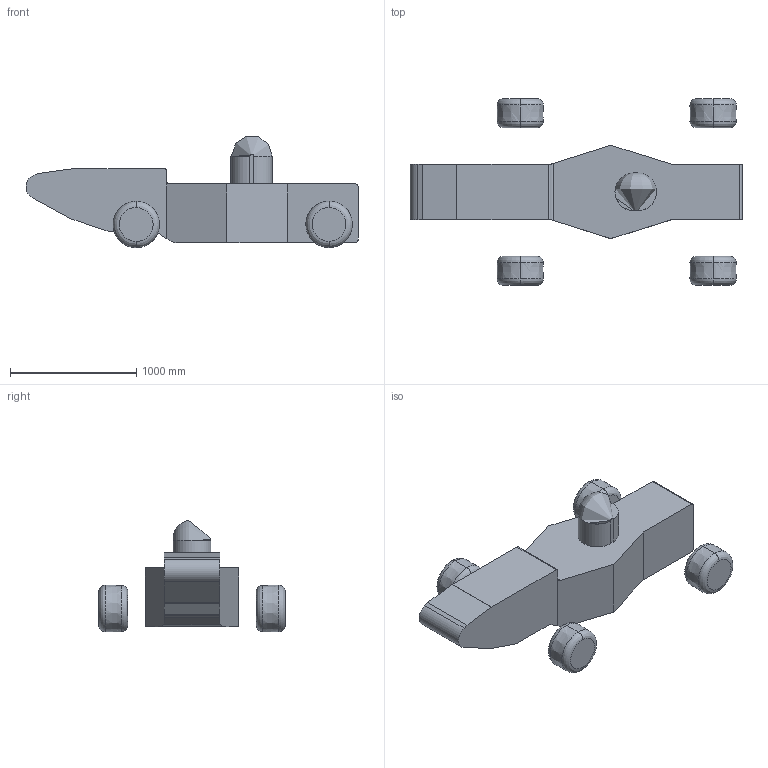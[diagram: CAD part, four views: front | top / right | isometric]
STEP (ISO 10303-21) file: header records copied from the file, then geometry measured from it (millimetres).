
FILE_DESCRIPTION(('CATIA V5 STEP Exchange'),'2;1');
FILE_NAME('SimpleChassisV3.stp','2022-04-22T13:33:03+00:00',('none'),('none'),'CATIA Version 5 Release 21 GA (IN-10)','CATIA V5 STEP AP203','none');
FILE_SCHEMA(('CONFIG_CONTROL_DESIGN'));
Length unit declared in the file: millimetre
Products named in the file (1): Part1.1
Bounding box: 2633.39 x 1480 x 883.18 mm (x, y, z)
Volume: 689188177.7 mm3; surface area: 7233632.8 mm2
Topology: 5 solids, 5 shells, 66 faces, 160 edges, 106 vertices
Faces by surface type: plane 29, bspline 16, cylinder 12, extrusion 8, revolution 1
Entity records: 8312 total; most frequent: CARTESIAN_POINT 6912, ORIENTED_EDGE 310, DIRECTION 185, EDGE_CURVE 155, VERTEX_POINT 100, VECTOR 90, LINE 82, EDGE_LOOP 67
